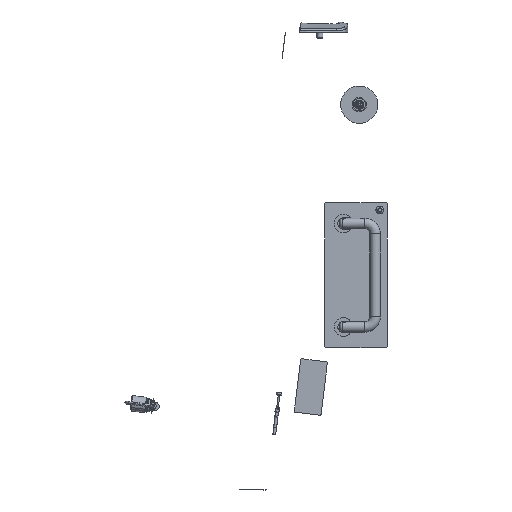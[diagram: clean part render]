
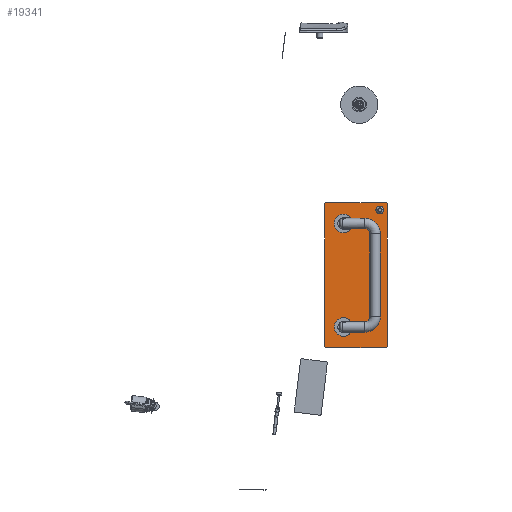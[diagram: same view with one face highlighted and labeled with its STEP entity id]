
A CAD part, left-side view. The second image highlights one B-rep face of the part: STEP entity #19341.
In plain terms, the highlighted face is planar.
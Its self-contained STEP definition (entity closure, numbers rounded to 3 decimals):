
#946 = DIRECTION ( 'NONE',  ( 0., 1., 0. ) ) ;
#1394 = CIRCLE ( 'NONE', #2032, 4.1 ) ;
#1572 = DIRECTION ( 'NONE',  ( 0.707, 0., 0.707 ) ) ;
#2032 = AXIS2_PLACEMENT_3D ( 'NONE', #41606, #31922, #35333 ) ;
#2573 = EDGE_LOOP ( 'NONE', ( #28291, #4542 ) ) ;
#2631 = CARTESIAN_POINT ( 'NONE',  ( 63., 1., 23. ) ) ;
#2842 = ORIENTED_EDGE ( 'NONE', *, *, #38085, .T. ) ;
#3576 = EDGE_CURVE ( 'NONE', #27398, #16056, #9959, .T. ) ;
#3822 = EDGE_CURVE ( 'NONE', #16056, #8715, #39873, .T. ) ;
#3986 = CARTESIAN_POINT ( 'NONE',  ( 50., 1., -12. ) ) ;
#4101 = CARTESIAN_POINT ( 'NONE',  ( -70., 1., -30. ) ) ;
#4542 = ORIENTED_EDGE ( 'NONE', *, *, #19449, .F. ) ;
#4801 = AXIS2_PLACEMENT_3D ( 'NONE', #18758, #19456, #42904 ) ;
#5034 = ORIENTED_EDGE ( 'NONE', *, *, #7970, .T. ) ;
#5515 = ORIENTED_EDGE ( 'NONE', *, *, #32975, .F. ) ;
#5606 = VERTEX_POINT ( 'NONE', #32620 ) ;
#5650 = LINE ( 'NONE', #4101, #19272 ) ;
#5845 = DIRECTION ( 'NONE',  ( 0., 1., 0. ) ) ;
#6712 = CIRCLE ( 'NONE', #10700, 4.1 ) ;
#6744 = CARTESIAN_POINT ( 'NONE',  ( -50., 1., -7.9 ) ) ;
#7836 = EDGE_CURVE ( 'NONE', #8715, #27417, #42138, .T. ) ;
#7921 = DIRECTION ( 'NONE',  ( 0., 0., 1. ) ) ;
#7929 = CARTESIAN_POINT ( 'NONE',  ( -50., 1., -16.1 ) ) ;
#7970 = EDGE_CURVE ( 'NONE', #42924, #20625, #41638, .T. ) ;
#8081 = CIRCLE ( 'NONE', #11475, 4.1 ) ;
#8715 = VERTEX_POINT ( 'NONE', #28995 ) ;
#9304 = CARTESIAN_POINT ( 'NONE',  ( 70., 1., 30. ) ) ;
#9545 = ORIENTED_EDGE ( 'NONE', *, *, #3822, .T. ) ;
#9959 = LINE ( 'NONE', #25914, #22039 ) ;
#10700 = AXIS2_PLACEMENT_3D ( 'NONE', #42154, #21797, #38951 ) ;
#10702 = EDGE_CURVE ( 'NONE', #25151, #28131, #33609, .T. ) ;
#10721 = EDGE_LOOP ( 'NONE', ( #38821, #39690 ) ) ;
#10933 = CARTESIAN_POINT ( 'NONE',  ( -70., 1., -29. ) ) ;
#10968 = DIRECTION ( 'NONE',  ( 0., 1., 0. ) ) ;
#11020 = CARTESIAN_POINT ( 'NONE',  ( 69., 1., -30. ) ) ;
#11475 = AXIS2_PLACEMENT_3D ( 'NONE', #30808, #946, #42805 ) ;
#11747 = FACE_OUTER_BOUND ( 'NONE', #41071, .T. ) ;
#11945 = PLANE ( 'NONE',  #4801 ) ;
#12003 = DIRECTION ( 'NONE',  ( -0.707, 0., 0.707 ) ) ;
#12098 = CARTESIAN_POINT ( 'NONE',  ( -69., 1., -30. ) ) ;
#12299 = EDGE_CURVE ( 'NONE', #20625, #15099, #5650, .T. ) ;
#13096 = VECTOR ( 'NONE', #1572, 1000. ) ;
#13229 = LINE ( 'NONE', #9304, #38953 ) ;
#13792 = AXIS2_PLACEMENT_3D ( 'NONE', #2631, #5845, #29262 ) ;
#14036 = VERTEX_POINT ( 'NONE', #31822 ) ;
#14679 = AXIS2_PLACEMENT_3D ( 'NONE', #37409, #34661, #7921 ) ;
#15099 = VERTEX_POINT ( 'NONE', #12098 ) ;
#15544 = CARTESIAN_POINT ( 'NONE',  ( 50., 1., -16.1 ) ) ;
#15681 = LINE ( 'NONE', #22098, #31387 ) ;
#16056 = VERTEX_POINT ( 'NONE', #39306 ) ;
#17097 = CARTESIAN_POINT ( 'NONE',  ( -70., 1., 30. ) ) ;
#17852 = AXIS2_PLACEMENT_3D ( 'NONE', #3986, #10968, #31219 ) ;
#18138 = FACE_BOUND ( 'NONE', #2573, .T. ) ;
#18730 = EDGE_CURVE ( 'NONE', #15099, #27398, #31750, .T. ) ;
#18738 = CARTESIAN_POINT ( 'NONE',  ( 70., 1., -29. ) ) ;
#18758 = CARTESIAN_POINT ( 'NONE',  ( 70., 1., -30. ) ) ;
#19089 = ORIENTED_EDGE ( 'NONE', *, *, #12299, .T. ) ;
#19272 = VECTOR ( 'NONE', #34322, 1000. ) ;
#19341 = ADVANCED_FACE ( 'NONE', ( #18138, #20699, #11747, #42231 ), #11945, .F. ) ;
#19449 = EDGE_CURVE ( 'NONE', #26903, #5606, #8081, .T. ) ;
#19456 = DIRECTION ( 'NONE',  ( 0., -1., 0. ) ) ;
#19564 = CARTESIAN_POINT ( 'NONE',  ( 69., 1., -30. ) ) ;
#20625 = VERTEX_POINT ( 'NONE', #19564 ) ;
#20699 = FACE_BOUND ( 'NONE', #25538, .T. ) ;
#21797 = DIRECTION ( 'NONE',  ( 0., 1., 0. ) ) ;
#22039 = VECTOR ( 'NONE', #42759, 1000. ) ;
#22098 = CARTESIAN_POINT ( 'NONE',  ( 70., 1., 29. ) ) ;
#23930 = EDGE_CURVE ( 'NONE', #5606, #26903, #37223, .T. ) ;
#24675 = EDGE_CURVE ( 'NONE', #27417, #14036, #15681, .T. ) ;
#25097 = ORIENTED_EDGE ( 'NONE', *, *, #7836, .T. ) ;
#25151 = VERTEX_POINT ( 'NONE', #29750 ) ;
#25358 = VECTOR ( 'NONE', #37901, 1000. ) ;
#25377 = CARTESIAN_POINT ( 'NONE',  ( -70., 1., -29. ) ) ;
#25538 = EDGE_LOOP ( 'NONE', ( #5515, #41004 ) ) ;
#25914 = CARTESIAN_POINT ( 'NONE',  ( -70., 1., 30. ) ) ;
#26903 = VERTEX_POINT ( 'NONE', #15544 ) ;
#27398 = VERTEX_POINT ( 'NONE', #10933 ) ;
#27417 = VERTEX_POINT ( 'NONE', #41885 ) ;
#27441 = ORIENTED_EDGE ( 'NONE', *, *, #18730, .T. ) ;
#27625 = CARTESIAN_POINT ( 'NONE',  ( -69., 1., 30. ) ) ;
#28131 = VERTEX_POINT ( 'NONE', #36572 ) ;
#28291 = ORIENTED_EDGE ( 'NONE', *, *, #23930, .F. ) ;
#28993 = VECTOR ( 'NONE', #37045, 1000. ) ;
#28995 = CARTESIAN_POINT ( 'NONE',  ( -69., 1., 30. ) ) ;
#29262 = DIRECTION ( 'NONE',  ( 0., 0., 1. ) ) ;
#29750 = CARTESIAN_POINT ( 'NONE',  ( 63., 1., 21.35 ) ) ;
#30709 = ORIENTED_EDGE ( 'NONE', *, *, #3576, .T. ) ;
#30808 = CARTESIAN_POINT ( 'NONE',  ( 50., 1., -12. ) ) ;
#31219 = DIRECTION ( 'NONE',  ( 0., 0., -1. ) ) ;
#31387 = VECTOR ( 'NONE', #32210, 1000. ) ;
#31750 = LINE ( 'NONE', #25377, #32827 ) ;
#31822 = CARTESIAN_POINT ( 'NONE',  ( 70., 1., 29. ) ) ;
#31922 = DIRECTION ( 'NONE',  ( 0., 1., 0. ) ) ;
#32210 = DIRECTION ( 'NONE',  ( 0.707, 0., -0.707 ) ) ;
#32479 = DIRECTION ( 'NONE',  ( 0., 0., -1. ) ) ;
#32620 = CARTESIAN_POINT ( 'NONE',  ( 50., 1., -7.9 ) ) ;
#32827 = VECTOR ( 'NONE', #12003, 1000. ) ;
#32975 = EDGE_CURVE ( 'NONE', #38594, #39882, #1394, .T. ) ;
#33609 = CIRCLE ( 'NONE', #13792, 1.65 ) ;
#34322 = DIRECTION ( 'NONE',  ( -1., 0., 0. ) ) ;
#34661 = DIRECTION ( 'NONE',  ( 0., 1., 0. ) ) ;
#35333 = DIRECTION ( 'NONE',  ( 0., 0., 1. ) ) ;
#36572 = CARTESIAN_POINT ( 'NONE',  ( 63., 1., 24.65 ) ) ;
#37045 = DIRECTION ( 'NONE',  ( 1., 0., 0. ) ) ;
#37223 = CIRCLE ( 'NONE', #17852, 4.1 ) ;
#37409 = CARTESIAN_POINT ( 'NONE',  ( 63., 1., 23. ) ) ;
#37901 = DIRECTION ( 'NONE',  ( -0.707, 0., -0.707 ) ) ;
#38085 = EDGE_CURVE ( 'NONE', #14036, #42924, #13229, .T. ) ;
#38594 = VERTEX_POINT ( 'NONE', #6744 ) ;
#38821 = ORIENTED_EDGE ( 'NONE', *, *, #42223, .F. ) ;
#38951 = DIRECTION ( 'NONE',  ( 0., 0., 1. ) ) ;
#38953 = VECTOR ( 'NONE', #32479, 1000. ) ;
#39306 = CARTESIAN_POINT ( 'NONE',  ( -70., 1., 29. ) ) ;
#39690 = ORIENTED_EDGE ( 'NONE', *, *, #10702, .F. ) ;
#39753 = CIRCLE ( 'NONE', #14679, 1.65 ) ;
#39873 = LINE ( 'NONE', #27625, #13096 ) ;
#39882 = VERTEX_POINT ( 'NONE', #7929 ) ;
#41004 = ORIENTED_EDGE ( 'NONE', *, *, #42939, .F. ) ;
#41071 = EDGE_LOOP ( 'NONE', ( #2842, #5034, #19089, #27441, #30709, #9545, #25097, #41350 ) ) ;
#41350 = ORIENTED_EDGE ( 'NONE', *, *, #24675, .T. ) ;
#41606 = CARTESIAN_POINT ( 'NONE',  ( -50., 1., -12. ) ) ;
#41638 = LINE ( 'NONE', #11020, #25358 ) ;
#41885 = CARTESIAN_POINT ( 'NONE',  ( 69., 1., 30. ) ) ;
#42138 = LINE ( 'NONE', #17097, #28993 ) ;
#42154 = CARTESIAN_POINT ( 'NONE',  ( -50., 1., -12. ) ) ;
#42223 = EDGE_CURVE ( 'NONE', #28131, #25151, #39753, .T. ) ;
#42231 = FACE_BOUND ( 'NONE', #10721, .T. ) ;
#42759 = DIRECTION ( 'NONE',  ( 0., 0., 1. ) ) ;
#42805 = DIRECTION ( 'NONE',  ( 0., 0., -1. ) ) ;
#42904 = DIRECTION ( 'NONE',  ( 0., 0., -1. ) ) ;
#42924 = VERTEX_POINT ( 'NONE', #18738 ) ;
#42939 = EDGE_CURVE ( 'NONE', #39882, #38594, #6712, .T. ) ;
